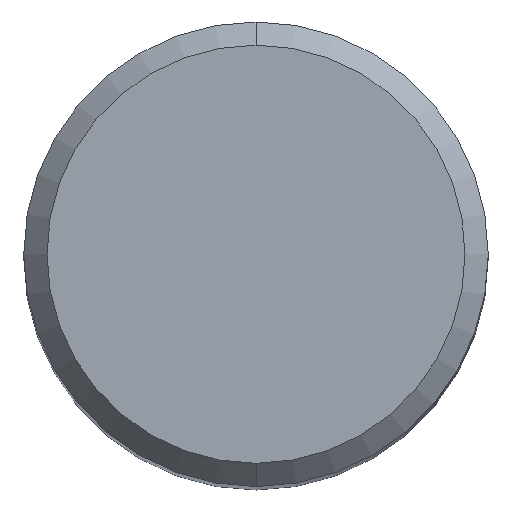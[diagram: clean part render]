
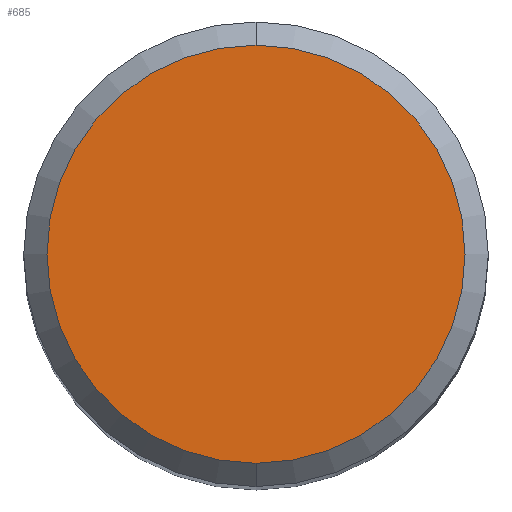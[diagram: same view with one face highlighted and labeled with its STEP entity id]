
A CAD part, top view. The second image highlights one B-rep face of the part: STEP entity #685.
In plain terms, the highlighted planar face has unit normal (0, 0, 1).
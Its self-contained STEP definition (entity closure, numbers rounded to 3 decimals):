
#379=VERTEX_POINT('',#1016);
#449=EDGE_CURVE('',#379,#589,#1094,.T.);
#589=VERTEX_POINT('',#1248);
#609=EDGE_CURVE('',#589,#379,#1269,.T.);
#685=ADVANCED_FACE('',(#1351),#1352,.T.);
#1016=CARTESIAN_POINT('',(0.,-5.4,0.0));
#1094=CIRCLE('',#4490,5.4);
#1248=CARTESIAN_POINT('',(0.0,5.4,0.0));
#1269=CIRCLE('',#5619,5.4);
#1351=FACE_OUTER_BOUND('',#6107,.T.);
#1352=PLANE('',#6108);
#4490=AXIS2_PLACEMENT_3D('',#9660,#9661,#9662);
#5619=AXIS2_PLACEMENT_3D('',#9837,#9838,#9839);
#6107=EDGE_LOOP('',(#9918,#9919));
#6108=AXIS2_PLACEMENT_3D('',#9920,#9921,#9922);
#9660=CARTESIAN_POINT('',(0.0,0.0,0.0));
#9661=DIRECTION('',(0.0,0.0,-1.0));
#9662=DIRECTION('',(0.0,1.0,0.0));
#9837=CARTESIAN_POINT('',(0.0,0.0,0.0));
#9838=DIRECTION('',(0.0,0.0,-1.0));
#9839=DIRECTION('',(0.0,1.0,0.0));
#9918=ORIENTED_EDGE('',*,*,#609,.F.);
#9919=ORIENTED_EDGE('',*,*,#449,.F.);
#9920=CARTESIAN_POINT('',(0.0,2.7,0.0));
#9921=DIRECTION('',(-0.0,0.0,1.0));
#9922=DIRECTION('',(0.0,-1.0,0.0));
